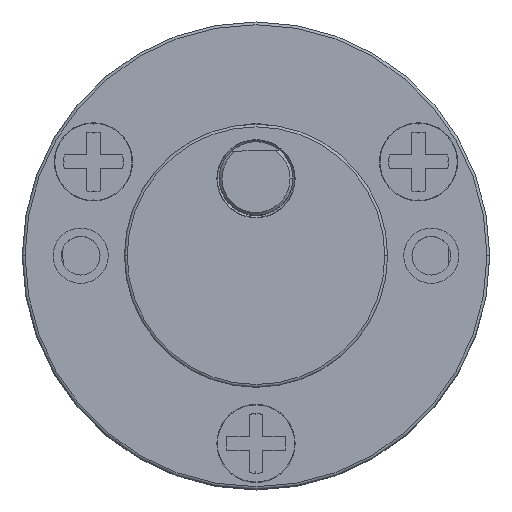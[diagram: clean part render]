
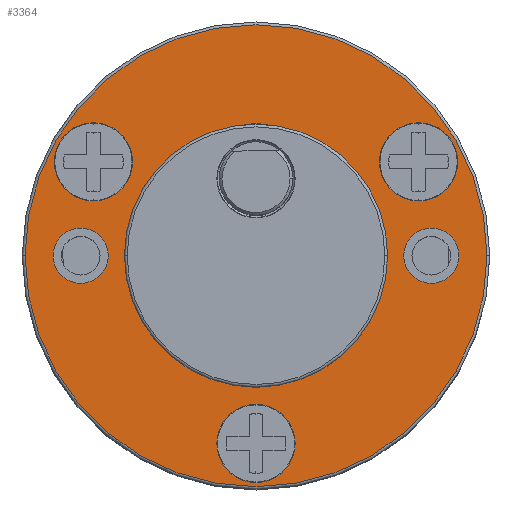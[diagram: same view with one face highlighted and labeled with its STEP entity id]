
A CAD part, top view. The second image highlights one B-rep face of the part: STEP entity #3364.
In plain terms, the highlighted planar face has unit normal (0, 0, 1).
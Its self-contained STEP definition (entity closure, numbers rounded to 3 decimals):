
#978=CARTESIAN_POINT('',(0.,0.,15.95));
#979=DIRECTION('',(0.,0.,1.));
#980=DIRECTION('',(1.,0.,0.));
#981=AXIS2_PLACEMENT_3D('',#978,#979,#980);
#983=CARTESIAN_POINT('',(0.,0.,15.95));
#984=DIRECTION('',(0.,0.,1.));
#985=DIRECTION('',(-1.,0.,0.));
#986=AXIS2_PLACEMENT_3D('',#983,#984,#985);
#988=CARTESIAN_POINT('',(17.667,10.2,15.95));
#989=DIRECTION('',(0.,0.,-1.));
#990=DIRECTION('',(-1.,0.,0.));
#991=AXIS2_PLACEMENT_3D('',#988,#989,#990);
#993=CARTESIAN_POINT('',(17.667,10.2,15.95));
#994=DIRECTION('',(0.,0.,-1.));
#995=DIRECTION('',(1.,0.,0.));
#996=AXIS2_PLACEMENT_3D('',#993,#994,#995);
#998=CARTESIAN_POINT('',(0.,-20.4,15.95));
#999=DIRECTION('',(0.,0.,-1.));
#1000=DIRECTION('',(-1.,0.,0.));
#1001=AXIS2_PLACEMENT_3D('',#998,#999,#1000);
#1003=CARTESIAN_POINT('',(0.,-20.4,15.95));
#1004=DIRECTION('',(0.,0.,-1.));
#1005=DIRECTION('',(1.,0.,0.));
#1006=AXIS2_PLACEMENT_3D('',#1003,#1004,#1005);
#1008=CARTESIAN_POINT('',(-17.667,10.2,15.95));
#1009=DIRECTION('',(0.,0.,-1.));
#1010=DIRECTION('',(-1.,0.,0.));
#1011=AXIS2_PLACEMENT_3D('',#1008,#1009,#1010);
#1013=CARTESIAN_POINT('',(-17.667,10.2,15.95));
#1014=DIRECTION('',(0.,0.,-1.));
#1015=DIRECTION('',(1.,0.,0.));
#1016=AXIS2_PLACEMENT_3D('',#1013,#1014,#1015);
#1018=CARTESIAN_POINT('',(19.05,0.,15.95));
#1019=DIRECTION('',(0.,0.,-1.));
#1020=DIRECTION('',(-1.,0.,0.));
#1021=AXIS2_PLACEMENT_3D('',#1018,#1019,#1020);
#1023=CARTESIAN_POINT('',(19.05,0.,15.95));
#1024=DIRECTION('',(0.,0.,-1.));
#1025=DIRECTION('',(1.,0.,0.));
#1026=AXIS2_PLACEMENT_3D('',#1023,#1024,#1025);
#1028=CARTESIAN_POINT('',(-19.05,0.,15.95));
#1029=DIRECTION('',(0.,0.,-1.));
#1030=DIRECTION('',(-1.,0.,0.));
#1031=AXIS2_PLACEMENT_3D('',#1028,#1029,#1030);
#1033=CARTESIAN_POINT('',(-19.05,0.,15.95));
#1034=DIRECTION('',(0.,0.,-1.));
#1035=DIRECTION('',(1.,0.,0.));
#1036=AXIS2_PLACEMENT_3D('',#1033,#1034,#1035);
#1038=CARTESIAN_POINT('',(0.,0.,15.95));
#1039=DIRECTION('',(0.,0.,-1.));
#1040=DIRECTION('',(1.,0.,0.));
#1041=AXIS2_PLACEMENT_3D('',#1038,#1039,#1040);
#1043=CARTESIAN_POINT('',(0.,0.,15.95));
#1044=DIRECTION('',(0.,0.,-1.));
#1045=DIRECTION('',(-1.,0.,0.));
#1046=AXIS2_PLACEMENT_3D('',#1043,#1044,#1045);
#1958=CARTESIAN_POINT('',(-25.1,0.,15.95));
#1959=CARTESIAN_POINT('',(25.1,0.,15.95));
#1960=VERTEX_POINT('',#1958);
#1961=VERTEX_POINT('',#1959);
#1966=CARTESIAN_POINT('',(22.05,0.,15.95));
#1968=VERTEX_POINT('',#1966);
#1972=CARTESIAN_POINT('',(13.417,10.2,15.95));
#1973=CARTESIAN_POINT('',(21.917,10.2,15.95));
#1974=VERTEX_POINT('',#1972);
#1975=VERTEX_POINT('',#1973);
#1998=CARTESIAN_POINT('',(16.05,0.,15.95));
#1999=VERTEX_POINT('',#1998);
#2096=CARTESIAN_POINT('',(-21.917,10.2,15.95));
#2098=VERTEX_POINT('',#2096);
#2164=CARTESIAN_POINT('',(-4.25,-20.4,15.95));
#2165=CARTESIAN_POINT('',(4.25,-20.4,15.95));
#2166=VERTEX_POINT('',#2164);
#2167=VERTEX_POINT('',#2165);
#2184=CARTESIAN_POINT('',(14.3,0.,15.95));
#2185=CARTESIAN_POINT('',(-14.3,0.,15.95));
#2186=VERTEX_POINT('',#2184);
#2187=VERTEX_POINT('',#2185);
#2210=CARTESIAN_POINT('',(-16.05,0.,15.95));
#2211=CARTESIAN_POINT('',(-22.05,0.,15.95));
#2212=VERTEX_POINT('',#2210);
#2213=VERTEX_POINT('',#2211);
#2278=CARTESIAN_POINT('',(-13.417,10.2,15.95));
#2279=VERTEX_POINT('',#2278);
#3319=CARTESIAN_POINT('',(0.,0.,15.95));
#3320=DIRECTION('',(0.,0.,1.));
#3321=DIRECTION('',(1.,0.,0.));
#3322=AXIS2_PLACEMENT_3D('',#3319,#3320,#3321);
#3323=PLANE('',#3322);
#3324=ORIENTED_EDGE('',*,*,#3299,.F.);
#3325=ORIENTED_EDGE('',*,*,#3312,.F.);
#3326=EDGE_LOOP('',(#3324,#3325));
#3327=FACE_OUTER_BOUND('',#3326,.F.);
#3329=ORIENTED_EDGE('',*,*,#3328,.F.);
#3331=ORIENTED_EDGE('',*,*,#3330,.F.);
#3332=EDGE_LOOP('',(#3329,#3331));
#3333=FACE_BOUND('',#3332,.F.);
#3335=ORIENTED_EDGE('',*,*,#3334,.F.);
#3337=ORIENTED_EDGE('',*,*,#3336,.F.);
#3338=EDGE_LOOP('',(#3335,#3337));
#3339=FACE_BOUND('',#3338,.F.);
#3341=ORIENTED_EDGE('',*,*,#3340,.F.);
#3343=ORIENTED_EDGE('',*,*,#3342,.F.);
#3344=EDGE_LOOP('',(#3341,#3343));
#3345=FACE_BOUND('',#3344,.F.);
#3347=ORIENTED_EDGE('',*,*,#3346,.F.);
#3349=ORIENTED_EDGE('',*,*,#3348,.F.);
#3350=EDGE_LOOP('',(#3347,#3349));
#3351=FACE_BOUND('',#3350,.F.);
#3353=ORIENTED_EDGE('',*,*,#3352,.F.);
#3355=ORIENTED_EDGE('',*,*,#3354,.F.);
#3356=EDGE_LOOP('',(#3353,#3355));
#3357=FACE_BOUND('',#3356,.F.);
#3359=ORIENTED_EDGE('',*,*,#3358,.F.);
#3361=ORIENTED_EDGE('',*,*,#3360,.F.);
#3362=EDGE_LOOP('',(#3359,#3361));
#3363=FACE_BOUND('',#3362,.F.);
#982=CIRCLE('',#981,25.1);
#987=CIRCLE('',#986,25.1);
#992=CIRCLE('',#991,4.25);
#997=CIRCLE('',#996,4.25);
#1002=CIRCLE('',#1001,4.25);
#1007=CIRCLE('',#1006,4.25);
#1012=CIRCLE('',#1011,4.25);
#1017=CIRCLE('',#1016,4.25);
#1022=CIRCLE('',#1021,3.);
#1027=CIRCLE('',#1026,3.);
#1032=CIRCLE('',#1031,3.);
#1037=CIRCLE('',#1036,3.);
#1042=CIRCLE('',#1041,14.3);
#1047=CIRCLE('',#1046,14.3);
#3299=EDGE_CURVE('',#1961,#1960,#982,.T.);
#3312=EDGE_CURVE('',#1960,#1961,#987,.T.);
#3328=EDGE_CURVE('',#1974,#1975,#992,.T.);
#3330=EDGE_CURVE('',#1975,#1974,#997,.T.);
#3334=EDGE_CURVE('',#2166,#2167,#1002,.T.);
#3336=EDGE_CURVE('',#2167,#2166,#1007,.T.);
#3340=EDGE_CURVE('',#2098,#2279,#1012,.T.);
#3342=EDGE_CURVE('',#2279,#2098,#1017,.T.);
#3346=EDGE_CURVE('',#1999,#1968,#1022,.T.);
#3348=EDGE_CURVE('',#1968,#1999,#1027,.T.);
#3352=EDGE_CURVE('',#2213,#2212,#1032,.T.);
#3354=EDGE_CURVE('',#2212,#2213,#1037,.T.);
#3358=EDGE_CURVE('',#2186,#2187,#1042,.T.);
#3360=EDGE_CURVE('',#2187,#2186,#1047,.T.);
#3364=ADVANCED_FACE('',(#3327,#3333,#3339,#3345,#3351,#3357,#3363),#3323,.T.);
